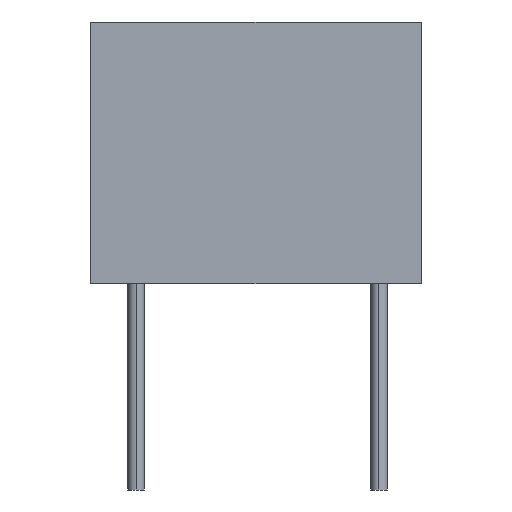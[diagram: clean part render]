
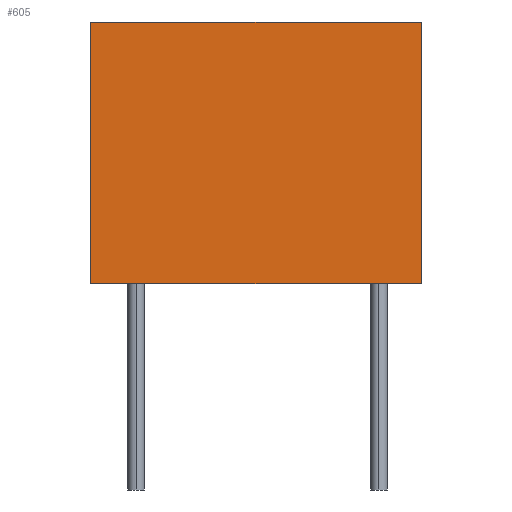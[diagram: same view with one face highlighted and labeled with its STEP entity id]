
A CAD part, front view. The second image highlights one B-rep face of the part: STEP entity #605.
In plain terms, the highlighted planar face has unit normal (0, -1, 0).
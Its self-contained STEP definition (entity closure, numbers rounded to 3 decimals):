
#605 = ADVANCED_FACE('',(#606),#640,.F.);
#606 = FACE_BOUND('',#607,.T.);
#607 = EDGE_LOOP('',(#608,#618,#626,#634));
#608 = ORIENTED_EDGE('',*,*,#609,.T.);
#609 = EDGE_CURVE('',#610,#612,#614,.T.);
#610 = VERTEX_POINT('',#611);
#611 = CARTESIAN_POINT('',(5.05,-15.15,8.));
#612 = VERTEX_POINT('',#613);
#613 = CARTESIAN_POINT('',(-5.05,-15.15,8.));
#614 = LINE('',#615,#616);
#615 = CARTESIAN_POINT('',(-5.05,-15.15,8.));
#616 = VECTOR('',#617,1.);
#617 = DIRECTION('',(-1.,0.,0.));
#618 = ORIENTED_EDGE('',*,*,#619,.F.);
#619 = EDGE_CURVE('',#620,#612,#622,.T.);
#620 = VERTEX_POINT('',#621);
#621 = CARTESIAN_POINT('',(-5.05,-15.15,0.));
#622 = LINE('',#623,#624);
#623 = CARTESIAN_POINT('',(-5.05,-15.15,0.));
#624 = VECTOR('',#625,1.);
#625 = DIRECTION('',(0.,0.,1.));
#626 = ORIENTED_EDGE('',*,*,#627,.F.);
#627 = EDGE_CURVE('',#628,#620,#630,.T.);
#628 = VERTEX_POINT('',#629);
#629 = CARTESIAN_POINT('',(5.05,-15.15,0.));
#630 = LINE('',#631,#632);
#631 = CARTESIAN_POINT('',(-5.05,-15.15,0.));
#632 = VECTOR('',#633,1.);
#633 = DIRECTION('',(-1.,0.,0.));
#634 = ORIENTED_EDGE('',*,*,#635,.T.);
#635 = EDGE_CURVE('',#628,#610,#636,.T.);
#636 = LINE('',#637,#638);
#637 = CARTESIAN_POINT('',(5.05,-15.15,0.));
#638 = VECTOR('',#639,1.);
#639 = DIRECTION('',(0.,0.,1.));
#640 = PLANE('',#641);
#641 = AXIS2_PLACEMENT_3D('',#642,#643,#644);
#642 = CARTESIAN_POINT('',(-5.05,-15.15,0.));
#643 = DIRECTION('',(0.,1.,0.));
#644 = DIRECTION('',(0.,0.,1.));
